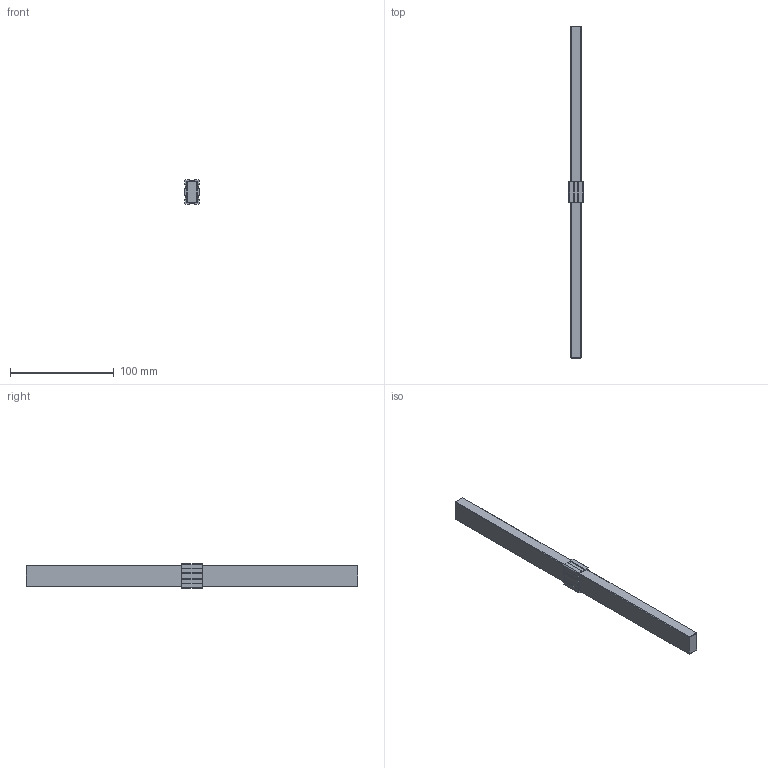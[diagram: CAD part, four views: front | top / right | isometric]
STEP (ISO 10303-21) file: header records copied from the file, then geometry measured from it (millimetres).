
FILE_DESCRIPTION(('CATIA V5 STEP','CAx-IF Rec.Pracs.--- Model Styling and Organization---1.4--- 2014-01-23','CAx-IF Rec.Pracs.---3D Tessellated Data Validation Properties---0.5---2014-09-14'),'2;1');
FILE_NAME('raccord baleine.stp','2023-06-27T14:03:49+00:00',('none'),('none'),'CATIA Version 5-6 Release 2017 SP6','CATIA V5 STEP AP242','none');
FILE_SCHEMA(('AP242_MANAGED_MODEL_BASED_3D_ENGINEERING_MIM_LF {1 0 10303 442 1 1 4}'));
Length unit declared in the file: millimetre
Products named in the file (1): raccord baleine
Bounding box: 14 x 320 x 24 mm (x, y, z)
Volume: 71687.1 mm3; surface area: 20556.3 mm2
Topology: 1 solids, 1 shells, 92 faces, 240 edges, 152 vertices
Faces by surface type: plane 68, cylinder 24
Entity records: 2663 total; most frequent: ORIENTED_EDGE 480, CARTESIAN_POINT 467, DIRECTION 388, EDGE_CURVE 240, VECTOR 192, LINE 192, VERTEX_POINT 152, AXIS2_PLACEMENT_3D 123
